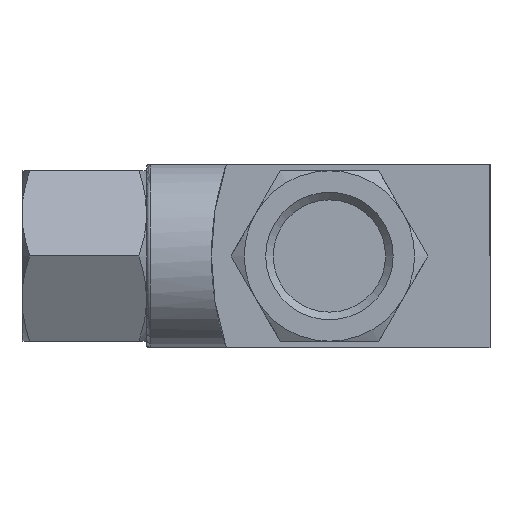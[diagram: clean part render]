
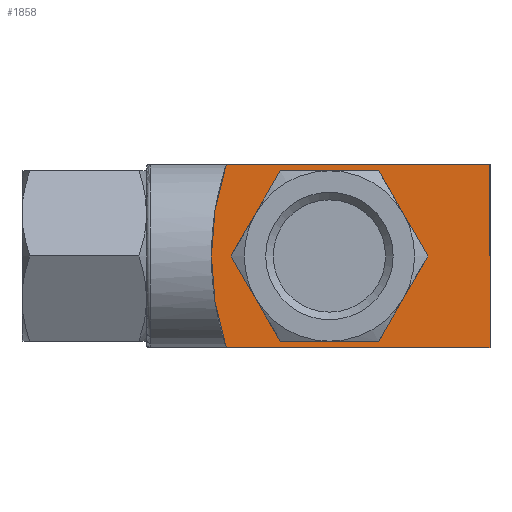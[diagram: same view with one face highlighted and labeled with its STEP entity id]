
A CAD part, left-side view. The second image highlights one B-rep face of the part: STEP entity #1858.
In plain terms, the highlighted planar face has unit normal (-1, 0, 0).
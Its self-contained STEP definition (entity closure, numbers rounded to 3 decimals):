
#46=LINE('',#2568,#114);
#72=LINE('',#2649,#140);
#86=LINE('',#2756,#154);
#114=VECTOR('',#2117,1000.);
#140=VECTOR('',#2145,1000.);
#154=VECTOR('',#2217,1000.);
#183=PLANE('',#1976);
#219=CIRCLE('',#1932,6.5);
#220=CIRCLE('',#1934,6.5);
#221=CIRCLE('',#1936,6.5);
#222=CIRCLE('',#1938,6.5);
#223=CIRCLE('',#1940,6.5);
#224=CIRCLE('',#1942,6.5);
#235=CIRCLE('',#1962,0.3);
#237=CIRCLE('',#1966,0.3);
#239=CIRCLE('',#1970,22.);
#414=ORIENTED_EDGE('',*,*,#747,.F.);
#415=ORIENTED_EDGE('',*,*,#679,.F.);
#416=ORIENTED_EDGE('',*,*,#731,.F.);
#417=ORIENTED_EDGE('',*,*,#743,.F.);
#418=ORIENTED_EDGE('',*,*,#736,.F.);
#419=ORIENTED_EDGE('',*,*,#707,.F.);
#420=ORIENTED_EDGE('',*,*,#668,.F.);
#421=ORIENTED_EDGE('',*,*,#662,.F.);
#422=ORIENTED_EDGE('',*,*,#656,.F.);
#423=ORIENTED_EDGE('',*,*,#659,.F.);
#424=ORIENTED_EDGE('',*,*,#666,.F.);
#425=ORIENTED_EDGE('',*,*,#672,.F.);
#656=EDGE_CURVE('',#833,#835,#219,.F.);
#659=EDGE_CURVE('',#836,#833,#220,.F.);
#662=EDGE_CURVE('',#835,#839,#221,.F.);
#666=EDGE_CURVE('',#841,#836,#222,.F.);
#668=EDGE_CURVE('',#839,#843,#223,.F.);
#672=EDGE_CURVE('',#843,#841,#224,.F.);
#679=EDGE_CURVE('',#851,#852,#46,.T.);
#707=EDGE_CURVE('',#879,#880,#72,.T.);
#731=EDGE_CURVE('',#895,#851,#235,.T.);
#736=EDGE_CURVE('',#880,#899,#237,.T.);
#743=EDGE_CURVE('',#899,#895,#239,.T.);
#747=EDGE_CURVE('',#852,#879,#86,.T.);
#833=VERTEX_POINT('',#2487);
#835=VERTEX_POINT('',#2490);
#836=VERTEX_POINT('',#2500);
#839=VERTEX_POINT('',#2514);
#841=VERTEX_POINT('',#2529);
#843=VERTEX_POINT('',#2538);
#851=VERTEX_POINT('',#2567);
#852=VERTEX_POINT('',#2569);
#879=VERTEX_POINT('',#2648);
#880=VERTEX_POINT('',#2650);
#895=VERTEX_POINT('',#2706);
#899=VERTEX_POINT('',#2724);
#1035=EDGE_LOOP('',(#414,#415,#416,#417,#418,#419));
#1036=EDGE_LOOP('',(#420,#421,#422,#423,#424,#425));
#1141=FACE_BOUND('',#1035,.T.);
#1142=FACE_BOUND('',#1036,.T.);
#1858=ADVANCED_FACE('',(#1141,#1142),#183,.F.);
#1932=AXIS2_PLACEMENT_3D('',#2489,#2087,#2088);
#1934=AXIS2_PLACEMENT_3D('',#2502,#2091,#2092);
#1936=AXIS2_PLACEMENT_3D('',#2513,#2095,#2096);
#1938=AXIS2_PLACEMENT_3D('',#2530,#2099,#2100);
#1940=AXIS2_PLACEMENT_3D('',#2537,#2103,#2104);
#1942=AXIS2_PLACEMENT_3D('',#2553,#2107,#2108);
#1962=AXIS2_PLACEMENT_3D('',#2707,#2190,#2191);
#1966=AXIS2_PLACEMENT_3D('',#2723,#2199,#2200);
#1970=AXIS2_PLACEMENT_3D('',#2744,#2209,#2210);
#1976=AXIS2_PLACEMENT_3D('',#2761,#2223,#2224);
#2087=DIRECTION('',(1.,0.,0.));
#2088=DIRECTION('',(0.,0.,-1.));
#2091=DIRECTION('',(1.,0.,0.));
#2092=DIRECTION('',(0.,0.,-1.));
#2095=DIRECTION('',(1.,0.,0.));
#2096=DIRECTION('',(0.,0.,-1.));
#2099=DIRECTION('',(1.,0.,0.));
#2100=DIRECTION('',(0.,0.,-1.));
#2103=DIRECTION('',(1.,0.,0.));
#2104=DIRECTION('',(0.,0.,-1.));
#2107=DIRECTION('',(1.,0.,0.));
#2108=DIRECTION('',(0.,0.,-1.));
#2117=DIRECTION('',(0.,-1.,0.));
#2145=DIRECTION('',(0.,1.,0.));
#2190=DIRECTION('',(1.,0.,0.));
#2191=DIRECTION('',(0.,0.,-1.));
#2199=DIRECTION('',(1.,0.,0.));
#2200=DIRECTION('',(0.,0.,-1.));
#2209=DIRECTION('',(1.,0.,0.));
#2210=DIRECTION('',(0.,0.,-1.));
#2217=DIRECTION('',(0.,0.,-1.));
#2223=DIRECTION('',(1.,0.,0.));
#2224=DIRECTION('',(0.,0.,-1.));
#2487=CARTESIAN_POINT('',(-25.5,17.879,-3.25));
#2489=CARTESIAN_POINT('',(-25.5,12.25,0.));
#2490=CARTESIAN_POINT('',(-25.5,12.25,-6.5));
#2500=CARTESIAN_POINT('',(-25.5,17.879,3.25));
#2502=CARTESIAN_POINT('',(-25.5,12.25,0.));
#2513=CARTESIAN_POINT('',(-25.5,12.25,0.));
#2514=CARTESIAN_POINT('',(-25.5,6.621,-3.25));
#2529=CARTESIAN_POINT('',(-25.5,12.25,6.5));
#2530=CARTESIAN_POINT('',(-25.5,12.25,0.));
#2537=CARTESIAN_POINT('',(-25.5,12.25,0.));
#2538=CARTESIAN_POINT('',(-25.5,6.621,3.25));
#2553=CARTESIAN_POINT('',(-25.5,12.25,0.));
#2567=CARTESIAN_POINT('',(-25.5,19.89,7.));
#2568=CARTESIAN_POINT('',(-25.5,19.89,7.));
#2569=CARTESIAN_POINT('',(-25.5,0.,7.));
#2648=CARTESIAN_POINT('',(-25.5,0.,-7.));
#2649=CARTESIAN_POINT('',(-25.5,0.,-7.));
#2650=CARTESIAN_POINT('',(-25.5,19.89,-7.));
#2706=CARTESIAN_POINT('',(-25.5,20.175,6.793));
#2707=CARTESIAN_POINT('',(-25.5,19.89,6.7));
#2723=CARTESIAN_POINT('',(-25.5,19.89,-6.7));
#2724=CARTESIAN_POINT('',(-25.5,20.175,-6.793));
#2744=CARTESIAN_POINT('',(-25.5,-0.75,0.));
#2756=CARTESIAN_POINT('',(-25.5,0.,7.));
#2761=CARTESIAN_POINT('',(-25.5,19.89,6.7));
